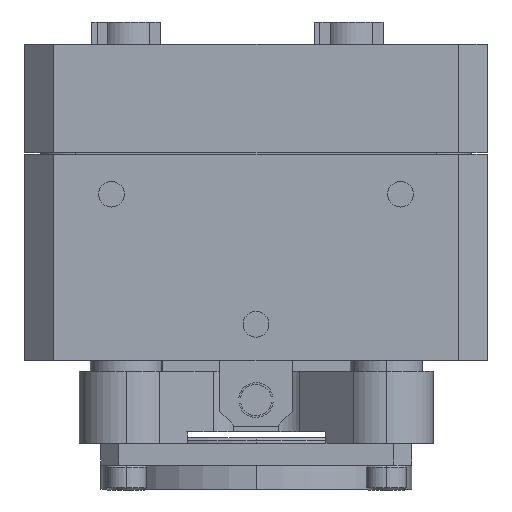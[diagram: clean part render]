
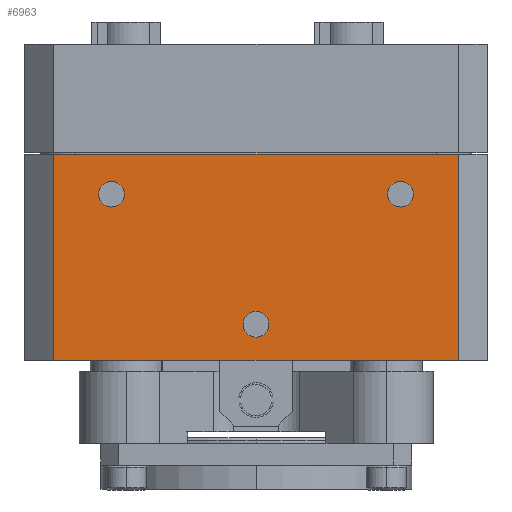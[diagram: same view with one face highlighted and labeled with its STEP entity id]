
A CAD part, left-side view. The second image highlights one B-rep face of the part: STEP entity #6963.
In plain terms, the highlighted planar face has unit normal (-1, 0, 0).
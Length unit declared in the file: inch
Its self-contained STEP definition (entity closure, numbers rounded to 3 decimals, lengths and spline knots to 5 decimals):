
#292 = VERTEX_POINT ( 'NONE', #1053 ) ;
#354 = VERTEX_POINT ( 'NONE', #9242 ) ;
#622 = DIRECTION ( 'NONE',  ( 0., 0., 1. ) ) ;
#760 = VERTEX_POINT ( 'NONE', #18319 ) ;
#1053 = CARTESIAN_POINT ( 'NONE',  ( -0.801, 0.501, 1.0425 ) ) ;
#1197 = AXIS2_PLACEMENT_3D ( 'NONE', #14237, #1348, #12646 ) ;
#1314 = EDGE_CURVE ( 'Defeatured_0_38+Defeatured_0_13+Defeatured_0_18+Defeatured_0_16', #11232, #13669, #12255, .T. ) ;
#1348 = DIRECTION ( 'NONE',  ( -1., 0., 0. ) ) ;
#1538 = EDGE_CURVE ( 'Defeatured_0_505+Defeatured_0_13+Defeatured_0_13+Defeatured_0_13', #760, #1788, #19213, .T. ) ;
#1695 = LINE ( 'NONE', #15968, #18246 ) ;
#1788 = VERTEX_POINT ( 'NONE', #16619 ) ;
#1996 = CARTESIAN_POINT ( 'NONE',  ( -0.801, 0.801, 0.512 ) ) ;
#2577 = DIRECTION ( 'NONE',  ( 0., 0., 1. ) ) ;
#2895 = DIRECTION ( 'NONE',  ( -1., 0., 0. ) ) ;
#2926 = FACE_BOUND ( 'NONE', #11257, .T. ) ;
#3692 = FACE_BOUND ( 'NONE', #10208, .T. ) ;
#3814 = AXIS2_PLACEMENT_3D ( 'NONE', #14516, #14445, #11391 ) ;
#4246 = CIRCLE ( 'NONE', #18105, 0.0445 ) ;
#4446 = DIRECTION ( 'NONE',  ( 0., 0., 1. ) ) ;
#4674 = CARTESIAN_POINT ( 'NONE',  ( -0.801, 0.701, 1.225 ) ) ;
#4754 = ORIENTED_EDGE ( 'NONE', *, *, #1538, .F. ) ;
#5162 = CIRCLE ( 'NONE', #15616, 0.0445 ) ;
#5307 = CARTESIAN_POINT ( 'NONE',  ( -0.801, 0.501, 1.087 ) ) ;
#5646 = EDGE_CURVE ( 'Defeatured_0_507+Defeatured_0_13+Defeatured_0_13+Defeatured_0_13', #16380, #292, #4246, .T. ) ;
#6019 = CARTESIAN_POINT ( 'NONE',  ( -0.801, 0.701, 0.512 ) ) ;
#6026 = EDGE_CURVE ( 'Defeatured_0_13+Defeatured_0_16+Defeatured_0_0+Defeatured_0_38', #9647, #13669, #7504, .T. ) ;
#6264 = CARTESIAN_POINT ( 'NONE',  ( -0.801, 0.001, 0.5925 ) ) ;
#6509 = ORIENTED_EDGE ( 'NONE', *, *, #12103, .F. ) ;
#6963 = ADVANCED_FACE ( 'Defeatured_0_13', ( #2926, #3692, #6979, #18736 ), #11922, .F. ) ;
#6979 = FACE_BOUND ( 'NONE', #7325, .T. ) ;
#7112 = EDGE_CURVE ( 'Defeatured_0_13+Defeatured_0_18+Defeatured_0_38+Defeatured_0_0', #11232, #7955, #19706, .T. ) ;
#7147 = CARTESIAN_POINT ( 'NONE',  ( -0.801, -0.699, 0.512 ) ) ;
#7325 = EDGE_LOOP ( 'NONE', ( #4754, #7666 ) ) ;
#7504 = LINE ( 'NONE', #7147, #12552 ) ;
#7666 = ORIENTED_EDGE ( 'NONE', *, *, #9467, .F. ) ;
#7751 = DIRECTION ( 'NONE',  ( 0., 0., 1. ) ) ;
#7955 = VERTEX_POINT ( 'NONE', #10945 ) ;
#7978 = EDGE_CURVE ( 'Defeatured_0_509+Defeatured_0_13+Defeatured_0_13+Defeatured_0_13', #18471, #354, #5162, .T. ) ;
#8049 = ORIENTED_EDGE ( 'NONE', *, *, #7978, .F. ) ;
#8096 = EDGE_LOOP ( 'NONE', ( #9676, #11000, #17675, #20673 ) ) ;
#8192 = AXIS2_PLACEMENT_3D ( 'NONE', #1996, #8530, #15060 ) ;
#8530 = DIRECTION ( 'NONE',  ( 1., 0., 0. ) ) ;
#8601 = DIRECTION ( 'NONE',  ( 0., -1., 0. ) ) ;
#9009 = ORIENTED_EDGE ( 'NONE', *, *, #17132, .F. ) ;
#9242 = CARTESIAN_POINT ( 'NONE',  ( -0.801, 0.001, 0.6815 ) ) ;
#9467 = EDGE_CURVE ( 'Defeatured_0_505+Defeatured_0_13+Defeatured_0_13+Defeatured_0_13', #1788, #760, #18409, .T. ) ;
#9594 = DIRECTION ( 'NONE',  ( 0., 1., 0. ) ) ;
#9647 = VERTEX_POINT ( 'NONE', #16189 ) ;
#9676 = ORIENTED_EDGE ( 'NONE', *, *, #6026, .T. ) ;
#9970 = VECTOR ( 'NONE', #8601, 39.37008 ) ;
#10208 = EDGE_LOOP ( 'NONE', ( #20667, #6509 ) ) ;
#10686 = CARTESIAN_POINT ( 'NONE',  ( -0.801, 0.001, 0.637 ) ) ;
#10834 = DIRECTION ( 'NONE',  ( -1., 0., 0. ) ) ;
#10945 = CARTESIAN_POINT ( 'NONE',  ( -0.801, 0.701, 0.512 ) ) ;
#11000 = ORIENTED_EDGE ( 'NONE', *, *, #1314, .F. ) ;
#11232 = VERTEX_POINT ( 'NONE', #4674 ) ;
#11257 = EDGE_LOOP ( 'NONE', ( #9009, #8049 ) ) ;
#11391 = DIRECTION ( 'NONE',  ( 0., 0., 1. ) ) ;
#11922 = PLANE ( 'NONE',  #8192 ) ;
#12103 = EDGE_CURVE ( 'Defeatured_0_507+Defeatured_0_13+Defeatured_0_13+Defeatured_0_13', #292, #16380, #15810, .T. ) ;
#12255 = LINE ( 'NONE', #19710, #9970 ) ;
#12552 = VECTOR ( 'NONE', #622, 39.37008 ) ;
#12646 = DIRECTION ( 'NONE',  ( 0., 0., 1. ) ) ;
#13669 = VERTEX_POINT ( 'NONE', #19198 ) ;
#14073 = DIRECTION ( 'NONE',  ( -1., 0., 0. ) ) ;
#14170 = AXIS2_PLACEMENT_3D ( 'NONE', #18604, #14073, #4446 ) ;
#14237 = CARTESIAN_POINT ( 'NONE',  ( -0.801, 0.501, 1.087 ) ) ;
#14445 = DIRECTION ( 'NONE',  ( -1., 0., 0. ) ) ;
#14516 = CARTESIAN_POINT ( 'NONE',  ( -0.801, -0.499, 1.087 ) ) ;
#15060 = DIRECTION ( 'NONE',  ( 0., -1., 0. ) ) ;
#15175 = DIRECTION ( 'NONE',  ( -1., 0., 0. ) ) ;
#15616 = AXIS2_PLACEMENT_3D ( 'NONE', #18811, #2895, #7751 ) ;
#15810 = CIRCLE ( 'NONE', #1197, 0.0445 ) ;
#15904 = CARTESIAN_POINT ( 'NONE',  ( -0.801, 0.501, 1.1315 ) ) ;
#15968 = CARTESIAN_POINT ( 'NONE',  ( -0.801, 0.801, 0.512 ) ) ;
#16189 = CARTESIAN_POINT ( 'NONE',  ( -0.801, -0.699, 0.512 ) ) ;
#16380 = VERTEX_POINT ( 'NONE', #15904 ) ;
#16562 = AXIS2_PLACEMENT_3D ( 'NONE', #10686, #10834, #2577 ) ;
#16619 = CARTESIAN_POINT ( 'NONE',  ( -0.801, -0.499, 1.0425 ) ) ;
#17132 = EDGE_CURVE ( 'Defeatured_0_509+Defeatured_0_13+Defeatured_0_13+Defeatured_0_13', #354, #18471, #19567, .T. ) ;
#17670 = DIRECTION ( 'NONE',  ( 0., 0., -1. ) ) ;
#17675 = ORIENTED_EDGE ( 'NONE', *, *, #7112, .T. ) ;
#18105 = AXIS2_PLACEMENT_3D ( 'NONE', #5307, #15175, #19829 ) ;
#18246 = VECTOR ( 'NONE', #9594, 39.37008 ) ;
#18319 = CARTESIAN_POINT ( 'NONE',  ( -0.801, -0.499, 1.1315 ) ) ;
#18409 = CIRCLE ( 'NONE', #3814, 0.0445 ) ;
#18471 = VERTEX_POINT ( 'NONE', #6264 ) ;
#18604 = CARTESIAN_POINT ( 'NONE',  ( -0.801, -0.499, 1.087 ) ) ;
#18736 = FACE_OUTER_BOUND ( 'NONE', #8096, .T. ) ;
#18811 = CARTESIAN_POINT ( 'NONE',  ( -0.801, 0.001, 0.637 ) ) ;
#19198 = CARTESIAN_POINT ( 'NONE',  ( -0.801, -0.699, 1.225 ) ) ;
#19205 = EDGE_CURVE ( 'Defeatured_0_0+Defeatured_0_13+Defeatured_0_16+Defeatured_0_18', #9647, #7955, #1695, .T. ) ;
#19213 = CIRCLE ( 'NONE', #14170, 0.0445 ) ;
#19214 = VECTOR ( 'NONE', #17670, 39.37008 ) ;
#19567 = CIRCLE ( 'NONE', #16562, 0.0445 ) ;
#19706 = LINE ( 'NONE', #6019, #19214 ) ;
#19710 = CARTESIAN_POINT ( 'NONE',  ( -0.801, 0.701, 1.225 ) ) ;
#19829 = DIRECTION ( 'NONE',  ( 0., 0., 1. ) ) ;
#20667 = ORIENTED_EDGE ( 'NONE', *, *, #5646, .F. ) ;
#20673 = ORIENTED_EDGE ( 'NONE', *, *, #19205, .F. ) ;
